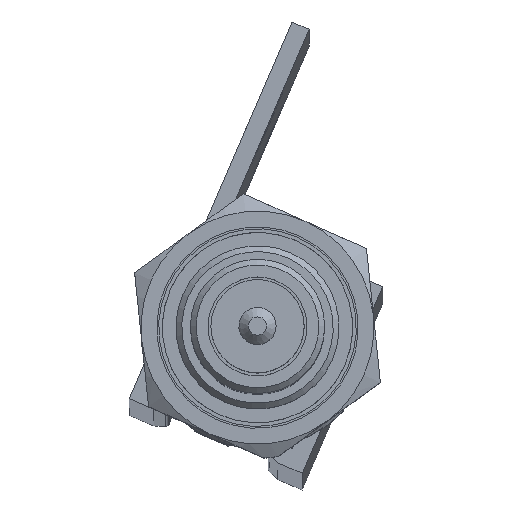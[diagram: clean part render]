
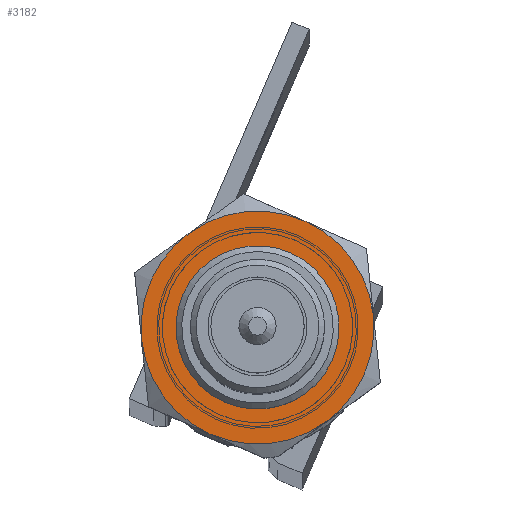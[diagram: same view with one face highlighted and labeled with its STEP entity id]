
A CAD part, top view. The second image highlights one B-rep face of the part: STEP entity #3182.
In plain terms, the highlighted face is planar.
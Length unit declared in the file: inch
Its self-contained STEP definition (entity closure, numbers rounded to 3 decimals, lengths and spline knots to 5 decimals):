
#727=PLANE('',#3592);
#851=FACE_BOUND('',#1303,.T.);
#1013=FACE_OUTER_BOUND('',#1302,.T.);
#1302=EDGE_LOOP('',(#2697,#2698,#2699,#2700,#2701,#2702));
#1303=EDGE_LOOP('',(#2703));
#1494=CIRCLE('',#3571,0.3125);
#1495=CIRCLE('',#3573,0.3125);
#1496=CIRCLE('',#3575,0.3125);
#1497=CIRCLE('',#3577,0.3125);
#1498=CIRCLE('',#3579,0.3125);
#1500=CIRCLE('',#3582,0.3125);
#1501=CIRCLE('',#3591,0.2025);
#1723=VERTEX_POINT('',#21300);
#1724=VERTEX_POINT('',#21304);
#1726=VERTEX_POINT('',#21311);
#1728=VERTEX_POINT('',#21321);
#1730=VERTEX_POINT('',#21334);
#1732=VERTEX_POINT('',#21344);
#1735=VERTEX_POINT('',#21375);
#2056=EDGE_CURVE('',#1723,#1724,#1494,.T.);
#2059=EDGE_CURVE('',#1726,#1723,#1495,.T.);
#2062=EDGE_CURVE('',#1728,#1726,#1496,.T.);
#2064=EDGE_CURVE('',#1730,#1728,#1497,.T.);
#2067=EDGE_CURVE('',#1732,#1730,#1498,.T.);
#2071=EDGE_CURVE('',#1724,#1732,#1500,.T.);
#2080=EDGE_CURVE('',#1735,#1735,#1501,.T.);
#2697=ORIENTED_EDGE('',*,*,#2071,.T.);
#2698=ORIENTED_EDGE('',*,*,#2067,.T.);
#2699=ORIENTED_EDGE('',*,*,#2064,.T.);
#2700=ORIENTED_EDGE('',*,*,#2062,.T.);
#2701=ORIENTED_EDGE('',*,*,#2059,.T.);
#2702=ORIENTED_EDGE('',*,*,#2056,.T.);
#2703=ORIENTED_EDGE('',*,*,#2080,.T.);
#3182=ADVANCED_FACE('',(#1013,#851),#727,.T.);
#3571=AXIS2_PLACEMENT_3D('',#21308,#4284,#4285);
#3573=AXIS2_PLACEMENT_3D('',#21318,#4288,#4289);
#3575=AXIS2_PLACEMENT_3D('',#21328,#4292,#4293);
#3577=AXIS2_PLACEMENT_3D('',#21335,#4296,#4297);
#3579=AXIS2_PLACEMENT_3D('',#21345,#4300,#4301);
#3582=AXIS2_PLACEMENT_3D('',#21356,#4306,#4307);
#3591=AXIS2_PLACEMENT_3D('',#21376,#4331,#4332);
#3592=AXIS2_PLACEMENT_3D('',#21377,#4333,#4334);
#4284=DIRECTION('center_axis',(-1.,0.,0.));
#4285=DIRECTION('ref_axis',(0.,1.,0.));
#4288=DIRECTION('center_axis',(-1.,0.,0.));
#4289=DIRECTION('ref_axis',(0.,1.,0.));
#4292=DIRECTION('center_axis',(-1.,0.,0.));
#4293=DIRECTION('ref_axis',(0.,1.,0.));
#4296=DIRECTION('center_axis',(-1.,0.,0.));
#4297=DIRECTION('ref_axis',(0.,1.,0.));
#4300=DIRECTION('center_axis',(-1.,0.,0.));
#4301=DIRECTION('ref_axis',(0.,1.,0.));
#4306=DIRECTION('center_axis',(-1.,0.,0.));
#4307=DIRECTION('ref_axis',(0.,1.,0.));
#4331=DIRECTION('center_axis',(1.,0.,0.));
#4332=DIRECTION('ref_axis',(0.,0.,-1.));
#4333=DIRECTION('center_axis',(-1.,0.,0.));
#4334=DIRECTION('ref_axis',(0.,0.,1.));
#21300=CARTESIAN_POINT('',(-0.29459,-0.15625,-0.27063));
#21304=CARTESIAN_POINT('',(-0.29459,-0.3125,0.));
#21308=CARTESIAN_POINT('Origin',(-0.29459,0.,0.));
#21311=CARTESIAN_POINT('',(-0.29459,0.15625,-0.27063));
#21318=CARTESIAN_POINT('Origin',(-0.29459,0.,0.));
#21321=CARTESIAN_POINT('',(-0.29459,0.3125,0.));
#21328=CARTESIAN_POINT('Origin',(-0.29459,0.,0.));
#21334=CARTESIAN_POINT('',(-0.29459,0.15625,0.27063));
#21335=CARTESIAN_POINT('Origin',(-0.29459,0.,0.));
#21344=CARTESIAN_POINT('',(-0.29459,-0.15625,0.27063));
#21345=CARTESIAN_POINT('Origin',(-0.29459,0.,0.));
#21356=CARTESIAN_POINT('Origin',(-0.29459,0.,0.));
#21375=CARTESIAN_POINT('',(-0.29459,0.2025,0.));
#21376=CARTESIAN_POINT('Origin',(-0.29459,0.,0.));
#21377=CARTESIAN_POINT('Origin',(-0.29459,0.49,0.));
